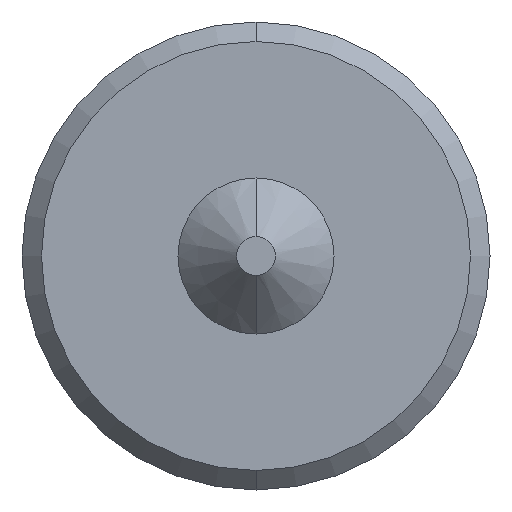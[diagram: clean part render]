
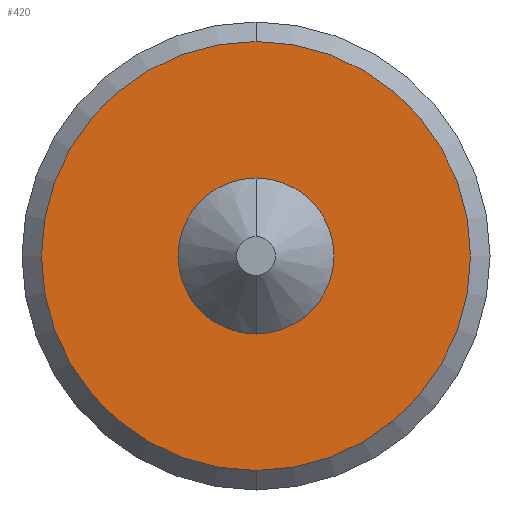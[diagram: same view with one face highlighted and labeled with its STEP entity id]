
A CAD part, front view. The second image highlights one B-rep face of the part: STEP entity #420.
In plain terms, the highlighted planar face has unit normal (0, -1, 0).
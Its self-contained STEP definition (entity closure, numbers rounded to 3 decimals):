
#9 = DIRECTION ( 'NONE',  ( 0., 1., 0. ) ) ;
#15 = EDGE_CURVE ( 'NONE', #42, #386, #150, .T. ) ;
#21 = ORIENTED_EDGE ( 'NONE', *, *, #274, .T. ) ;
#33 = CIRCLE ( 'NONE', #543, 5.5 ) ;
#42 = VERTEX_POINT ( 'NONE', #591 ) ;
#46 = EDGE_LOOP ( 'NONE', ( #205, #21 ) ) ;
#61 = CARTESIAN_POINT ( 'NONE',  ( 0., 14.773, 5.5 ) ) ;
#77 = AXIS2_PLACEMENT_3D ( 'NONE', #152, #413, #511 ) ;
#90 = ORIENTED_EDGE ( 'NONE', *, *, #15, .T. ) ;
#94 = EDGE_CURVE ( 'NONE', #438, #237, #33, .T. ) ;
#126 = EDGE_CURVE ( 'NONE', #386, #42, #501, .T. ) ;
#135 = DIRECTION ( 'NONE',  ( 0., 1., 0. ) ) ;
#144 = DIRECTION ( 'NONE',  ( 0., -1., 0. ) ) ;
#147 = DIRECTION ( 'NONE',  ( 0., 0., 1. ) ) ;
#150 = CIRCLE ( 'NONE', #334, 1.9 ) ;
#152 = CARTESIAN_POINT ( 'NONE',  ( 1.9, 14.773, 0. ) ) ;
#187 = CIRCLE ( 'NONE', #520, 5.5 ) ;
#190 = FACE_BOUND ( 'NONE', #253, .T. ) ;
#205 = ORIENTED_EDGE ( 'NONE', *, *, #94, .T. ) ;
#224 = DIRECTION ( 'NONE',  ( 0., -1., 0. ) ) ;
#226 = CARTESIAN_POINT ( 'NONE',  ( 0., 14.773, 0. ) ) ;
#237 = VERTEX_POINT ( 'NONE', #447 ) ;
#253 = EDGE_LOOP ( 'NONE', ( #326, #90 ) ) ;
#274 = EDGE_CURVE ( 'NONE', #237, #438, #187, .T. ) ;
#324 = DIRECTION ( 'NONE',  ( 0., 0., 1. ) ) ;
#326 = ORIENTED_EDGE ( 'NONE', *, *, #126, .T. ) ;
#334 = AXIS2_PLACEMENT_3D ( 'NONE', #414, #135, #324 ) ;
#373 = PLANE ( 'NONE',  #77 ) ;
#379 = FACE_OUTER_BOUND ( 'NONE', #46, .T. ) ;
#386 = VERTEX_POINT ( 'NONE', #504 ) ;
#413 = DIRECTION ( 'NONE',  ( 0., 1., 0. ) ) ;
#414 = CARTESIAN_POINT ( 'NONE',  ( 0., 14.773, 0. ) ) ;
#420 = ADVANCED_FACE ( 'NONE', ( #379, #190 ), #373, .F. ) ;
#425 = CARTESIAN_POINT ( 'NONE',  ( 0., 14.773, 0. ) ) ;
#438 = VERTEX_POINT ( 'NONE', #61 ) ;
#445 = AXIS2_PLACEMENT_3D ( 'NONE', #425, #9, #488 ) ;
#446 = DIRECTION ( 'NONE',  ( 0., 0., 1. ) ) ;
#447 = CARTESIAN_POINT ( 'NONE',  ( 0., 14.773, -5.5 ) ) ;
#488 = DIRECTION ( 'NONE',  ( 0., 0., 1. ) ) ;
#501 = CIRCLE ( 'NONE', #445, 1.9 ) ;
#504 = CARTESIAN_POINT ( 'NONE',  ( 0., 14.773, 1.9 ) ) ;
#511 = DIRECTION ( 'NONE',  ( 0., 0., 1. ) ) ;
#520 = AXIS2_PLACEMENT_3D ( 'NONE', #226, #224, #446 ) ;
#543 = AXIS2_PLACEMENT_3D ( 'NONE', #563, #144, #147 ) ;
#563 = CARTESIAN_POINT ( 'NONE',  ( 0., 14.773, 0. ) ) ;
#591 = CARTESIAN_POINT ( 'NONE',  ( 0., 14.773, -1.9 ) ) ;
